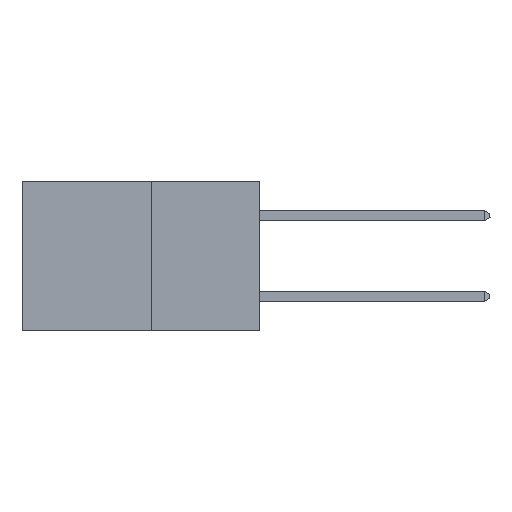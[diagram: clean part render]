
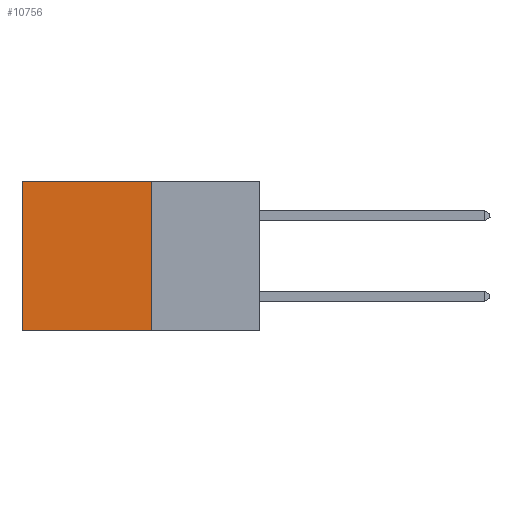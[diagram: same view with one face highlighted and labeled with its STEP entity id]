
A CAD part, left-side view. The second image highlights one B-rep face of the part: STEP entity #10756.
In plain terms, the highlighted planar face has unit normal (-1, 0, 0).
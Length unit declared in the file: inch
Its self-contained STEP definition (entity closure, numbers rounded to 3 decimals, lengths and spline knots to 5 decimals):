
#2022 = VERTEX_POINT ( 'NONE', #2920 ) ;
#2920 = CARTESIAN_POINT ( 'NONE',  ( 0.277, 0.27, -0.37 ) ) ;
#3730 = PLANE ( 'NONE',  #22168 ) ;
#5471 = ORIENTED_EDGE ( 'NONE', *, *, #21151, .T. ) ;
#5544 = CARTESIAN_POINT ( 'NONE',  ( 0.277, 0.27, 0. ) ) ;
#6171 = EDGE_LOOP ( 'NONE', ( #5471, #7430, #13266, #13570 ) ) ;
#6361 = VECTOR ( 'NONE', #14387, 39.37008 ) ;
#6837 = FACE_OUTER_BOUND ( 'NONE', #6171, .T. ) ;
#7053 = EDGE_CURVE ( 'NONE', #2022, #10969, #22782, .T. ) ;
#7086 = CARTESIAN_POINT ( 'NONE',  ( 0.277, 0.59, -0.37 ) ) ;
#7342 = EDGE_CURVE ( 'NONE', #15039, #2022, #16884, .T. ) ;
#7430 = ORIENTED_EDGE ( 'NONE', *, *, #7053, .F. ) ;
#8831 = LINE ( 'NONE', #7086, #13000 ) ;
#9089 = DIRECTION ( 'NONE',  ( 0., 0., -1. ) ) ;
#9413 = EDGE_CURVE ( 'NONE', #15039, #14168, #11072, .T. ) ;
#10091 = CARTESIAN_POINT ( 'NONE',  ( 0.277, 0.59, 0. ) ) ;
#10737 = CARTESIAN_POINT ( 'NONE',  ( 0.277, 0.27, -0.37 ) ) ;
#10756 = ADVANCED_FACE ( 'NONE', ( #6837 ), #3730, .F. ) ;
#10969 = VERTEX_POINT ( 'NONE', #15023 ) ;
#11072 = LINE ( 'NONE', #12471, #6361 ) ;
#12131 = VECTOR ( 'NONE', #13174, 39.37008 ) ;
#12471 = CARTESIAN_POINT ( 'NONE',  ( 0.277, 0.27, 0. ) ) ;
#13000 = VECTOR ( 'NONE', #14253, 39.37008 ) ;
#13174 = DIRECTION ( 'NONE',  ( 0., 0., -1. ) ) ;
#13266 = ORIENTED_EDGE ( 'NONE', *, *, #7342, .F. ) ;
#13570 = ORIENTED_EDGE ( 'NONE', *, *, #9413, .T. ) ;
#14110 = VECTOR ( 'NONE', #14275, 39.37008 ) ;
#14168 = VERTEX_POINT ( 'NONE', #10091 ) ;
#14253 = DIRECTION ( 'NONE',  ( 0., 0., -1. ) ) ;
#14275 = DIRECTION ( 'NONE',  ( 0., 1., 0. ) ) ;
#14387 = DIRECTION ( 'NONE',  ( 0., 1., 0. ) ) ;
#15023 = CARTESIAN_POINT ( 'NONE',  ( 0.277, 0.59, -0.37 ) ) ;
#15039 = VERTEX_POINT ( 'NONE', #5544 ) ;
#15128 = CARTESIAN_POINT ( 'NONE',  ( 0.277, 0.27, -0.37 ) ) ;
#16207 = CARTESIAN_POINT ( 'NONE',  ( 0.277, 0.27, -0.37 ) ) ;
#16884 = LINE ( 'NONE', #10737, #12131 ) ;
#19663 = DIRECTION ( 'NONE',  ( 1., 0., 0. ) ) ;
#21151 = EDGE_CURVE ( 'NONE', #14168, #10969, #8831, .T. ) ;
#22168 = AXIS2_PLACEMENT_3D ( 'NONE', #16207, #19663, #9089 ) ;
#22782 = LINE ( 'NONE', #15128, #14110 ) ;
